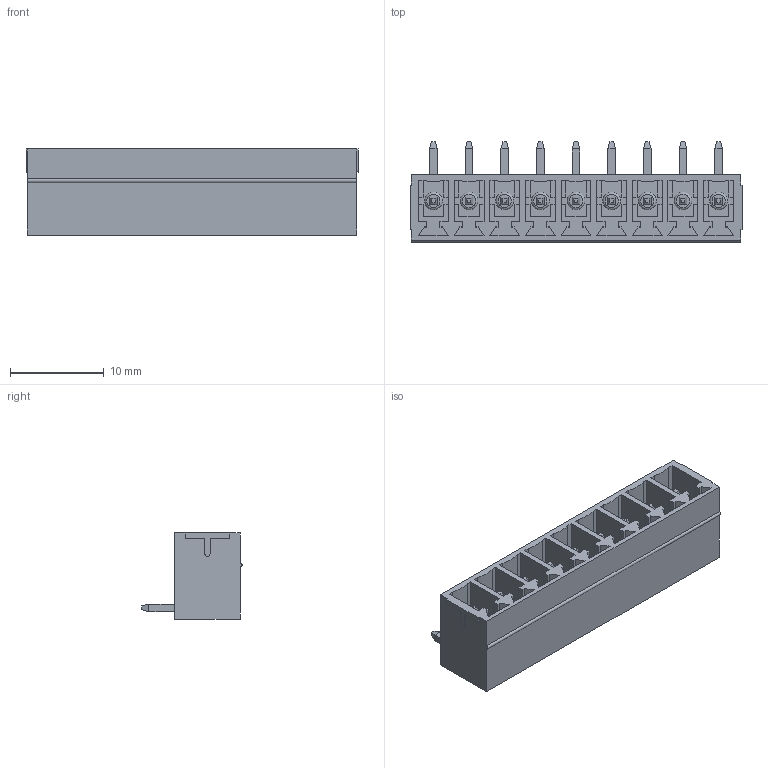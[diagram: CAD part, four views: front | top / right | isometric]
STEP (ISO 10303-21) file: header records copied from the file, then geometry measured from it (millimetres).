
FILE_DESCRIPTION( ( 'Unknown' ), '1' );
FILE_NAME( '691322310009.stp', 'Unknown', ( 'Unknown' ), ( 'Unknown' ), 'PSStep 14.0', 'Unknown', ' ' );
FILE_SCHEMA( ( 'AUTOMOTIVE_DESIGN { 1 0 10303 214 1 1 1 1 }' ) );
Length unit declared in the file: millimetre
Products named in the file (3): Assem1; 6913213000xx_PIN; 691321300009
Assembly tree (10 placements, depth 2):
  Assem1
    6913213000xx_PIN  x9
    691321300009
Bounding box: 35.48 x 10.7 x 9.2 mm (x, y, z)
Volume: 1154.6 mm3; surface area: 3436.3 mm2
Topology: 10 solids, 10 shells, 564 faces, 1515 edges, 980 vertices
Faces by surface type: plane 516, cylinder 39, torus 9
Full cylindrical faces by diameter (mm): 1.9 x9
Entity records: 17073 total; most frequent: CARTESIAN_POINT 2426, ORIENTED_EDGE 2384, DIRECTION 2141, EDGE_CURVE 1192, LINE 1121, VECTOR 1121, VERTEX_POINT 795, AXIS2_PLACEMENT_3D 510
